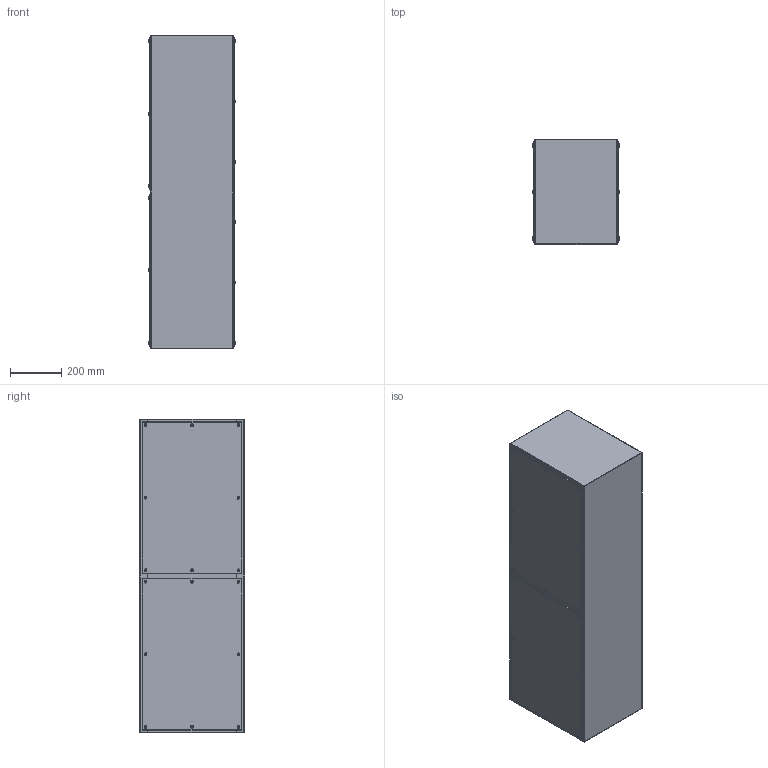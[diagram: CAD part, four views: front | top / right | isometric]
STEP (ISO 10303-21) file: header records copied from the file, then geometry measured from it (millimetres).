
FILE_DESCRIPTION(/* description */ ('NUT,RIV,C.END.10-32X.080-.130G'),/* implementation_level */ '2;1');
FILE_NAME(/* name */ 'WC1448T.stp',/* time_stamp */ '2017-06-26T15:08:05-05:00',/* author */ ('wford'),/* organization */ ('HUBBELL-WIEGMANN'),/* preprocessor_version */ 'ST-DEVELOPER v16.1',/* originating_system */ 'Autodesk Inventor 2016',/* authorisation */ 'MATTHEW BRUSH');
FILE_SCHEMA (('AUTOMOTIVE_DESIGN { 1 0 10303 214 3 1 1 }'));
Length unit declared in the file: inch
Products named in the file (10): 34984; WC14TLRS; WC1448TTB; 39035; 39077; 372163; WC1448TCVP; WC1448TCVPBACK; WC14MLS; WC14_T-assm
Assembly tree (136 placements, depth 2):
  WC14_T-assm
    34984  x33
    WC14TLRS  x2
    WC1448TTB  x2
    39035  x32
    39077  x32
    372163  x31
    WC1448TCVP
    WC1448TCVPBACK  x2
    WC14MLS
Bounding box: 341.64 x 409.57 x 1222.38 mm (x, y, z)
Volume: 4179961.3 mm3; surface area: 4501250.7 mm2
Topology: 136 solids, 136 shells, 2638 faces, 6428 edges, 4159 vertices
Faces by surface type: plane 1378, cylinder 550, cone 500, torus 155, sphere 31, bspline 24
Full cylindrical faces by diameter (mm): 3.962 x33, 4.775 x32, 4.826 x31, 4.978 x33, 6.299 x33, 6.35 x32, 6.528 x28, 7.061 x32, 9.474 x31, 10.312 x33, 11.112 x32, 11.506 x32
Entity records: 9016 total; most frequent: CARTESIAN_POINT 2152, DIRECTION 1396, ORIENTED_EDGE 1076, AXIS2_PLACEMENT_3D 550, EDGE_CURVE 538, EDGE_LOOP 390, VERTEX_POINT 358, LINE 296
